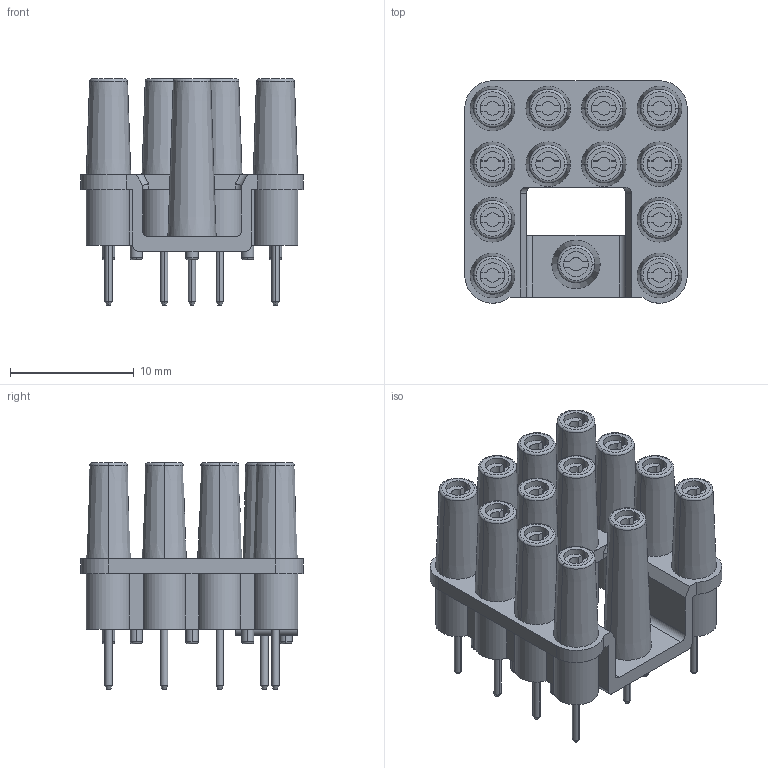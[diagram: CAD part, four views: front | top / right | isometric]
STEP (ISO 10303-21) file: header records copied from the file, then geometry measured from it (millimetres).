
FILE_DESCRIPTION(('Creo Elements/Direct Modeling STEP Export'),'2;1');
FILE_NAME('0lndrr054u6kcss3644','2020-09-28T13:17:40',(''),(''),'Creo Elements/Direct Modeling STEP processor for AP214 (Solid Model)','Creo Elements/Direct Modeling 20.1B 02-Apr-2019 (C) Parametric Technology GmbH','');
FILE_SCHEMA(('AUTOMOTIVE_DESIGN { 1 0 10303 214 1 1 1 1 }'));
Length unit declared in the file: millimetre
Products named in the file (2): CIF_Q12_2.4
Assembly tree (1 placements, depth 2):
  CIF_Q12_2.4
    CIF_Q12_2.4
Bounding box: 18 x 18 x 18.3 mm (x, y, z)
Volume: 1815.2 mm3; surface area: 2977.1 mm2
Topology: 1 solids, 1 shells, 403 faces, 1005 edges, 653 vertices
Faces by surface type: plane 171, cylinder 134, cone 52, torus 46
Entity records: 12079 total; most frequent: ORIENTED_EDGE 2010, CARTESIAN_POINT 1737, DIRECTION 1696, EDGE_CURVE 1005, VERTEX_POINT 653, AXIS2_PLACEMENT_3D 612, VECTOR 472, LINE 472
